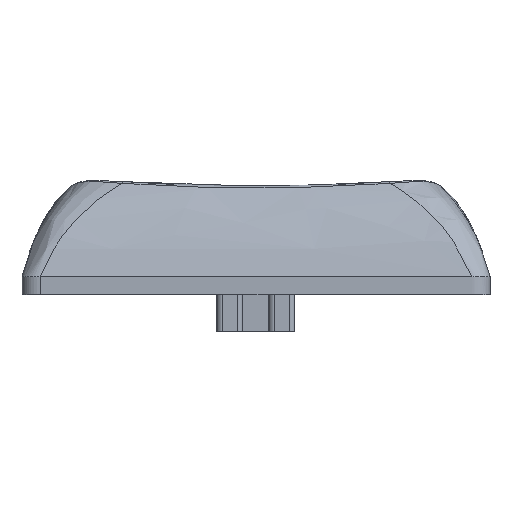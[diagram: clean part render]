
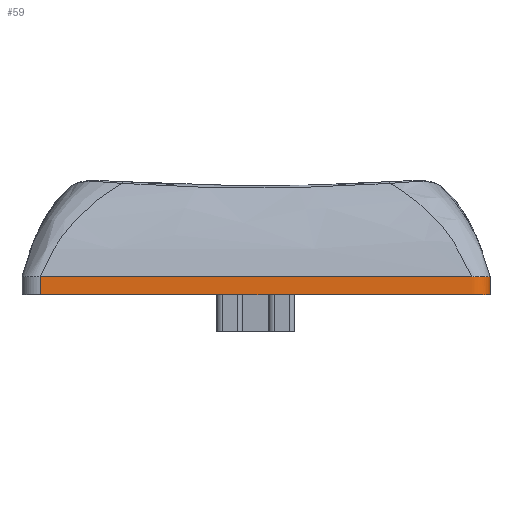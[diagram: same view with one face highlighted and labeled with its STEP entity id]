
A CAD part, left-side view. The second image highlights one B-rep face of the part: STEP entity #59.
In plain terms, the highlighted free-form (B-spline) face has degree [1, 2] with [2, 9] control points.
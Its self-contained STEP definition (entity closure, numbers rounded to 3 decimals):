
#59=ADVANCED_FACE('',(#143),#1322,.T.);
#143=FACE_OUTER_BOUND('',#229,.T.);
#229=EDGE_LOOP('',(#498,#499,#500,#501,#502,#503,#504));
#498=ORIENTED_EDGE('',*,*,#936,.T.);
#499=ORIENTED_EDGE('',*,*,#877,.T.);
#500=ORIENTED_EDGE('',*,*,#878,.T.);
#501=ORIENTED_EDGE('',*,*,#879,.T.);
#502=ORIENTED_EDGE('',*,*,#880,.T.);
#503=ORIENTED_EDGE('',*,*,#846,.F.);
#504=ORIENTED_EDGE('',*,*,#937,.F.);
#846=EDGE_CURVE('',#1242,#1243,#1106,.T.);
#877=EDGE_CURVE('',#1264,#1265,#1137,.T.);
#878=EDGE_CURVE('',#1265,#1266,#1138,.T.);
#879=EDGE_CURVE('',#1266,#1267,#1139,.T.);
#880=EDGE_CURVE('',#1267,#1243,#1140,.T.);
#936=EDGE_CURVE('',#1304,#1264,#1158,.T.);
#937=EDGE_CURVE('',#1304,#1242,#1159,.T.);
#1106=(
BOUNDED_CURVE()
B_SPLINE_CURVE(1,(#5117,#5118),.UNSPECIFIED.,.F.,.F.)
B_SPLINE_CURVE_WITH_KNOTS((2,2),(0.,0.7),.UNSPECIFIED.)
CURVE()
GEOMETRIC_REPRESENTATION_ITEM()
RATIONAL_B_SPLINE_CURVE((1.,1.))
REPRESENTATION_ITEM('')
);
#1137=(
BOUNDED_CURVE()
B_SPLINE_CURVE(2,(#5333,#5334,#5335),.UNSPECIFIED.,.F.,.F.)
B_SPLINE_CURVE_WITH_KNOTS((3,3),(44.899,45.999),
 .UNSPECIFIED.)
CURVE()
GEOMETRIC_REPRESENTATION_ITEM()
RATIONAL_B_SPLINE_CURVE((1.,0.707,1.))
REPRESENTATION_ITEM('')
);
#1138=(
BOUNDED_CURVE()
B_SPLINE_CURVE(2,(#5336,#5337,#5338),.UNSPECIFIED.,.F.,.F.)
B_SPLINE_CURVE_WITH_KNOTS((3,3),(45.999,72.099),
 .UNSPECIFIED.)
CURVE()
GEOMETRIC_REPRESENTATION_ITEM()
RATIONAL_B_SPLINE_CURVE((1.,1.,1.))
REPRESENTATION_ITEM('')
);
#1139=(
BOUNDED_CURVE()
B_SPLINE_CURVE(2,(#5339,#5340,#5341),.UNSPECIFIED.,.F.,.F.)
B_SPLINE_CURVE_WITH_KNOTS((3,3),(72.099,73.198),
 .UNSPECIFIED.)
CURVE()
GEOMETRIC_REPRESENTATION_ITEM()
RATIONAL_B_SPLINE_CURVE((1.,0.707,1.))
REPRESENTATION_ITEM('')
);
#1140=(
BOUNDED_CURVE()
B_SPLINE_CURVE(2,(#5342,#5343,#5344),.UNSPECIFIED.,.F.,.F.)
B_SPLINE_CURVE_WITH_KNOTS((3,3),(73.198,89.798),
 .UNSPECIFIED.)
CURVE()
GEOMETRIC_REPRESENTATION_ITEM()
RATIONAL_B_SPLINE_CURVE((1.,1.,1.))
REPRESENTATION_ITEM('')
);
#1158=(
BOUNDED_CURVE()
B_SPLINE_CURVE(1,(#5922,#5923),.UNSPECIFIED.,.F.,.F.)
B_SPLINE_CURVE_WITH_KNOTS((2,2),(0.,0.7),.UNSPECIFIED.)
CURVE()
GEOMETRIC_REPRESENTATION_ITEM()
RATIONAL_B_SPLINE_CURVE((1.,1.))
REPRESENTATION_ITEM('')
);
#1159=(
BOUNDED_CURVE()
B_SPLINE_CURVE(2,(#5924,#5925,#5926,#5927,#5928,#5929,#5930,#5931,#5932),
 .UNSPECIFIED.,.F.,.F.)
B_SPLINE_CURVE_WITH_KNOTS((3,2,2,2,3),(44.899,45.999,
72.099,73.198,89.798),.UNSPECIFIED.)
CURVE()
GEOMETRIC_REPRESENTATION_ITEM()
RATIONAL_B_SPLINE_CURVE((1.,0.707,1.,1.,1.,0.707,
1.,1.,1.))
REPRESENTATION_ITEM('')
);
#1242=VERTEX_POINT('',#4757);
#1243=VERTEX_POINT('',#4758);
#1264=VERTEX_POINT('',#4779);
#1265=VERTEX_POINT('',#4780);
#1266=VERTEX_POINT('',#4781);
#1267=VERTEX_POINT('',#4782);
#1304=VERTEX_POINT('',#4819);
#1322=(
BOUNDED_SURFACE()
B_SPLINE_SURFACE(1,2,((#4439,#4440,#4441,#4442,#4443,#4444,#4445,#4446,
#4447),(#4448,#4449,#4450,#4451,#4452,#4453,#4454,#4455,#4456)),
 .UNSPECIFIED.,.F.,.F.,.F.)
B_SPLINE_SURFACE_WITH_KNOTS((2,2),(3,2,2,2,3),(0.,0.7),(44.899,
45.999,72.099,73.198,89.798),
 .UNSPECIFIED.)
GEOMETRIC_REPRESENTATION_ITEM()
RATIONAL_B_SPLINE_SURFACE(((1.,0.707,1.,1.,1.,0.707,
1.,1.,1.),(1.,0.707,1.,1.,1.,0.707,1.,1.,1.)))
REPRESENTATION_ITEM('')
SURFACE()
);
#4439=CARTESIAN_POINT('',(73.,68.7,-0.4));
#4440=CARTESIAN_POINT('',(73.,68.,-0.4));
#4441=CARTESIAN_POINT('',(72.3,68.,-0.4));
#4442=CARTESIAN_POINT('',(59.25,68.,-0.4));
#4443=CARTESIAN_POINT('',(46.2,68.,-0.4));
#4444=CARTESIAN_POINT('',(45.5,68.,-0.4));
#4445=CARTESIAN_POINT('',(45.5,68.7,-0.4));
#4446=CARTESIAN_POINT('',(45.5,77.,-0.4));
#4447=CARTESIAN_POINT('',(45.5,85.3,-0.4));
#4448=CARTESIAN_POINT('',(73.,68.7,0.3));
#4449=CARTESIAN_POINT('',(73.,68.,0.3));
#4450=CARTESIAN_POINT('',(72.3,68.,0.3));
#4451=CARTESIAN_POINT('',(59.25,68.,0.3));
#4452=CARTESIAN_POINT('',(46.2,68.,0.3));
#4453=CARTESIAN_POINT('',(45.5,68.,0.3));
#4454=CARTESIAN_POINT('',(45.5,68.7,0.3));
#4455=CARTESIAN_POINT('',(45.5,77.,0.3));
#4456=CARTESIAN_POINT('',(45.5,85.3,0.3));
#4757=CARTESIAN_POINT('',(45.5,85.3,-0.4));
#4758=CARTESIAN_POINT('',(45.5,85.3,0.3));
#4779=CARTESIAN_POINT('',(73.,68.7,0.3));
#4780=CARTESIAN_POINT('',(72.3,68.,0.3));
#4781=CARTESIAN_POINT('',(46.2,68.,0.3));
#4782=CARTESIAN_POINT('',(45.5,68.7,0.3));
#4819=CARTESIAN_POINT('',(73.,68.7,-0.4));
#5117=CARTESIAN_POINT('',(45.5,85.3,-0.4));
#5118=CARTESIAN_POINT('',(45.5,85.3,0.3));
#5333=CARTESIAN_POINT('',(73.,68.7,0.3));
#5334=CARTESIAN_POINT('',(73.,68.,0.3));
#5335=CARTESIAN_POINT('',(72.3,68.,0.3));
#5336=CARTESIAN_POINT('',(72.3,68.,0.3));
#5337=CARTESIAN_POINT('',(59.25,68.,0.3));
#5338=CARTESIAN_POINT('',(46.2,68.,0.3));
#5339=CARTESIAN_POINT('',(46.2,68.,0.3));
#5340=CARTESIAN_POINT('',(45.5,68.,0.3));
#5341=CARTESIAN_POINT('',(45.5,68.7,0.3));
#5342=CARTESIAN_POINT('',(45.5,68.7,0.3));
#5343=CARTESIAN_POINT('',(45.5,77.,0.3));
#5344=CARTESIAN_POINT('',(45.5,85.3,0.3));
#5922=CARTESIAN_POINT('',(73.,68.7,-0.4));
#5923=CARTESIAN_POINT('',(73.,68.7,0.3));
#5924=CARTESIAN_POINT('',(73.,68.7,-0.4));
#5925=CARTESIAN_POINT('',(73.,68.,-0.4));
#5926=CARTESIAN_POINT('',(72.3,68.,-0.4));
#5927=CARTESIAN_POINT('',(59.25,68.,-0.4));
#5928=CARTESIAN_POINT('',(46.2,68.,-0.4));
#5929=CARTESIAN_POINT('',(45.5,68.,-0.4));
#5930=CARTESIAN_POINT('',(45.5,68.7,-0.4));
#5931=CARTESIAN_POINT('',(45.5,77.,-0.4));
#5932=CARTESIAN_POINT('',(45.5,85.3,-0.4));
